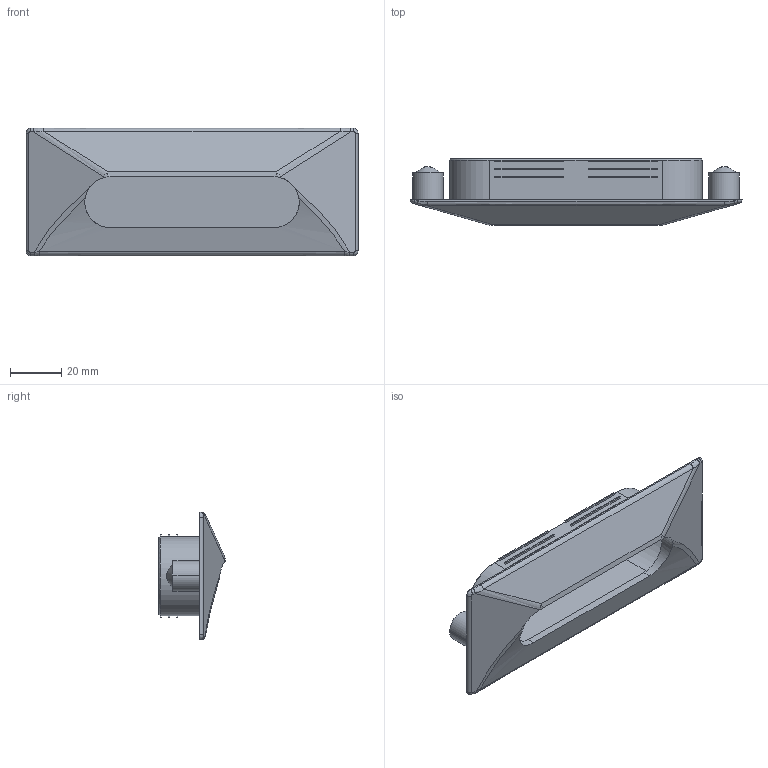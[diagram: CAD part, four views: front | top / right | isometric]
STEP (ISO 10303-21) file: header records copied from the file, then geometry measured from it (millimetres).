
FILE_DESCRIPTION((''),'2;1');
FILE_NAME('','2005-10-12T14:33:16',(''),(''),'','CADfix','');
FILE_SCHEMA(('AUTOMOTIVE_DESIGN'));
Length unit declared in the file: millimetre
Products named in the file (5): screw; spacer; cover; base; THA_255_28903_36
Assembly tree (6 placements, depth 2):
  THA_255_28903_36
    screw  x2
    spacer  x2
    cover
    base
Bounding box: 130 x 26 x 50 mm (x, y, z)
Volume: 29351.8 mm3; surface area: 30330.5 mm2
Topology: 6 solids, 6 shells, 217 faces, 583 edges, 396 vertices
Faces by surface type: bspline 217
Entity records: 6239 total; most frequent: CARTESIAN_POINT 3326, ORIENTED_EDGE 952, EDGE_CURVE 476, VERTEX_POINT 319, QUASI_UNIFORM_CURVE 295, EDGE_LOOP 201, FACE_OUTER_BOUND 181, ADVANCED_FACE 181
